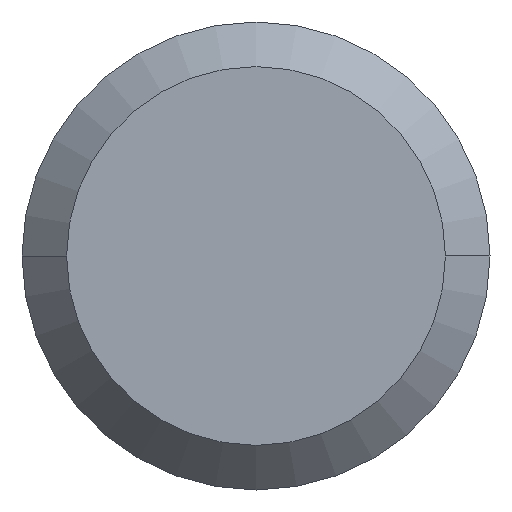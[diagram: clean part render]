
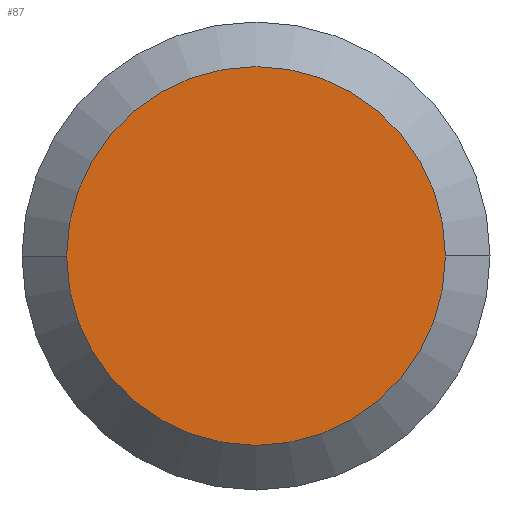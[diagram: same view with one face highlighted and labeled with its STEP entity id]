
A CAD part, left-side view. The second image highlights one B-rep face of the part: STEP entity #87.
In plain terms, the highlighted planar face has unit normal (-1, 0, 0).
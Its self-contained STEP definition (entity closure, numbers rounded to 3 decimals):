
#15 = CIRCLE ( 'NONE', #231, 3.238 ) ;
#26 = DIRECTION ( 'NONE',  ( -1., 0., 0. ) ) ;
#59 = DIRECTION ( 'NONE',  ( 0., -1., 0. ) ) ;
#67 = ORIENTED_EDGE ( 'NONE', *, *, #114, .F. ) ;
#77 = DIRECTION ( 'NONE',  ( 0., 1., 0. ) ) ;
#87 = ADVANCED_FACE ( 'NONE', ( #270 ), #116, .T. ) ;
#93 = CARTESIAN_POINT ( 'NONE',  ( 0., 3.238, 0. ) ) ;
#114 = EDGE_CURVE ( 'NONE', #183, #328, #15, .T. ) ;
#116 = PLANE ( 'NONE',  #325 ) ;
#163 = AXIS2_PLACEMENT_3D ( 'NONE', #366, #401, #77 ) ;
#183 = VERTEX_POINT ( 'NONE', #93 ) ;
#209 = EDGE_LOOP ( 'NONE', ( #67, #226 ) ) ;
#220 = CARTESIAN_POINT ( 'NONE',  ( 0., 0., 0. ) ) ;
#226 = ORIENTED_EDGE ( 'NONE', *, *, #245, .F. ) ;
#231 = AXIS2_PLACEMENT_3D ( 'NONE', #404, #273, #301 ) ;
#245 = EDGE_CURVE ( 'NONE', #328, #183, #389, .T. ) ;
#270 = FACE_OUTER_BOUND ( 'NONE', #209, .T. ) ;
#273 = DIRECTION ( 'NONE',  ( 1., 0., 0. ) ) ;
#275 = CARTESIAN_POINT ( 'NONE',  ( 0., -3.238, 0. ) ) ;
#301 = DIRECTION ( 'NONE',  ( 0., 1., 0. ) ) ;
#325 = AXIS2_PLACEMENT_3D ( 'NONE', #220, #26, #59 ) ;
#328 = VERTEX_POINT ( 'NONE', #275 ) ;
#366 = CARTESIAN_POINT ( 'NONE',  ( 0., 0., 0. ) ) ;
#389 = CIRCLE ( 'NONE', #163, 3.238 ) ;
#401 = DIRECTION ( 'NONE',  ( 1., 0., 0. ) ) ;
#404 = CARTESIAN_POINT ( 'NONE',  ( 0., 0., 0. ) ) ;
